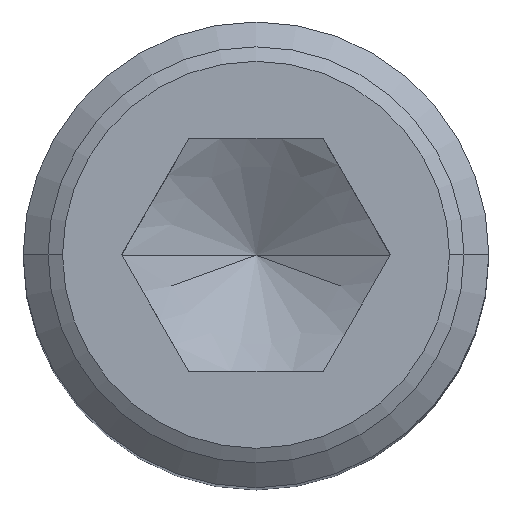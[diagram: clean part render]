
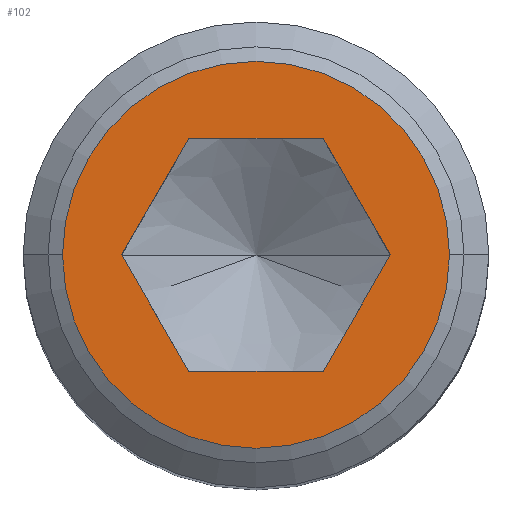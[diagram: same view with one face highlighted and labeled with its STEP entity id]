
A CAD part, top view. The second image highlights one B-rep face of the part: STEP entity #102.
In plain terms, the highlighted planar face has unit normal (0, 0, 1).
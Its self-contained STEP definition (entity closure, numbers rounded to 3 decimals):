
#102=ADVANCED_FACE('',(#192,#193),#194,.T.);
#192=FACE_BOUND('',#276,.T.);
#193=FACE_OUTER_BOUND('',#277,.T.);
#194=PLANE('',#278);
#276=EDGE_LOOP('',(#449,#450,#451,#452,#453,#454));
#277=EDGE_LOOP('',(#455,#456));
#278=AXIS2_PLACEMENT_3D('',#457,#458,#459);
#449=ORIENTED_EDGE('',*,*,#514,.T.);
#450=ORIENTED_EDGE('',*,*,#525,.T.);
#451=ORIENTED_EDGE('',*,*,#521,.T.);
#452=ORIENTED_EDGE('',*,*,#517,.T.);
#453=ORIENTED_EDGE('',*,*,#507,.T.);
#454=ORIENTED_EDGE('',*,*,#511,.T.);
#455=ORIENTED_EDGE('',*,*,#504,.T.);
#456=ORIENTED_EDGE('',*,*,#527,.T.);
#457=CARTESIAN_POINT('',(-2.855,0.,0.));
#458=DIRECTION('',(0.0,0.0,1.0));
#459=DIRECTION('',(-1.0,0.,0.0));
#504=EDGE_CURVE('',#591,#593,#595,.T.);
#507=EDGE_CURVE('',#599,#597,#600,.T.);
#511=EDGE_CURVE('',#597,#603,#605,.T.);
#514=EDGE_CURVE('',#603,#607,#609,.T.);
#517=EDGE_CURVE('',#613,#599,#614,.T.);
#521=EDGE_CURVE('',#619,#613,#620,.T.);
#525=EDGE_CURVE('',#607,#619,#624,.T.);
#527=EDGE_CURVE('',#593,#591,#626,.T.);
#591=VERTEX_POINT('',#727);
#593=VERTEX_POINT('',#730);
#595=CIRCLE('',#733,3.323);
#597=VERTEX_POINT('',#735);
#599=VERTEX_POINT('',#738);
#600=LINE('',#739,#740);
#603=VERTEX_POINT('',#744);
#605=LINE('',#747,#748);
#607=VERTEX_POINT('',#750);
#609=LINE('',#753,#754);
#613=VERTEX_POINT('',#767);
#614=LINE('',#768,#769);
#619=VERTEX_POINT('',#784);
#620=LINE('',#785,#786);
#624=LINE('',#800,#801);
#626=CIRCLE('',#803,3.323);
#727=CARTESIAN_POINT('',(-3.323,0.,0.));
#730=CARTESIAN_POINT('',(3.323,0.,0.));
#733=AXIS2_PLACEMENT_3D('',#856,#857,#858);
#735=CARTESIAN_POINT('',(1.155,-2.0,0.));
#738=CARTESIAN_POINT('',(2.309,0.0,0.));
#739=CARTESIAN_POINT('',(1.443,-1.5,0.));
#740=VECTOR('',#860,1.0);
#744=CARTESIAN_POINT('',(-1.155,-2.0,0.));
#747=CARTESIAN_POINT('',(-0.577,-2.0,0.));
#748=VECTOR('',#863,1.0);
#750=CARTESIAN_POINT('',(-2.309,0.0,0.));
#753=CARTESIAN_POINT('',(-2.021,-0.5,0.));
#754=VECTOR('',#865,1.0);
#767=CARTESIAN_POINT('',(1.155,2.0,0.));
#768=CARTESIAN_POINT('',(2.021,0.5,0.));
#769=VECTOR('',#866,1.0);
#784=CARTESIAN_POINT('',(-1.155,2.0,0.));
#785=CARTESIAN_POINT('',(0.577,2.0,0.));
#786=VECTOR('',#868,1.0);
#800=CARTESIAN_POINT('',(-1.443,1.5,0.));
#801=VECTOR('',#870,1.0);
#803=AXIS2_PLACEMENT_3D('',#871,#872,#873);
#856=CARTESIAN_POINT('',(0.,0.,0.));
#857=DIRECTION('',(0.0,0.0,1.0));
#858=DIRECTION('',(-1.0,0.,0.0));
#860=DIRECTION('',(-0.5,-0.866,0.));
#863=DIRECTION('',(-1.0,0.0,0.0));
#865=DIRECTION('',(-0.5,0.866,0.));
#866=DIRECTION('',(0.5,-0.866,0.));
#868=DIRECTION('',(1.0,0.0,0.0));
#870=DIRECTION('',(0.5,0.866,0.));
#871=CARTESIAN_POINT('',(0.,0.,0.));
#872=DIRECTION('',(0.0,0.0,1.0));
#873=DIRECTION('',(-1.0,0.,0.0));
